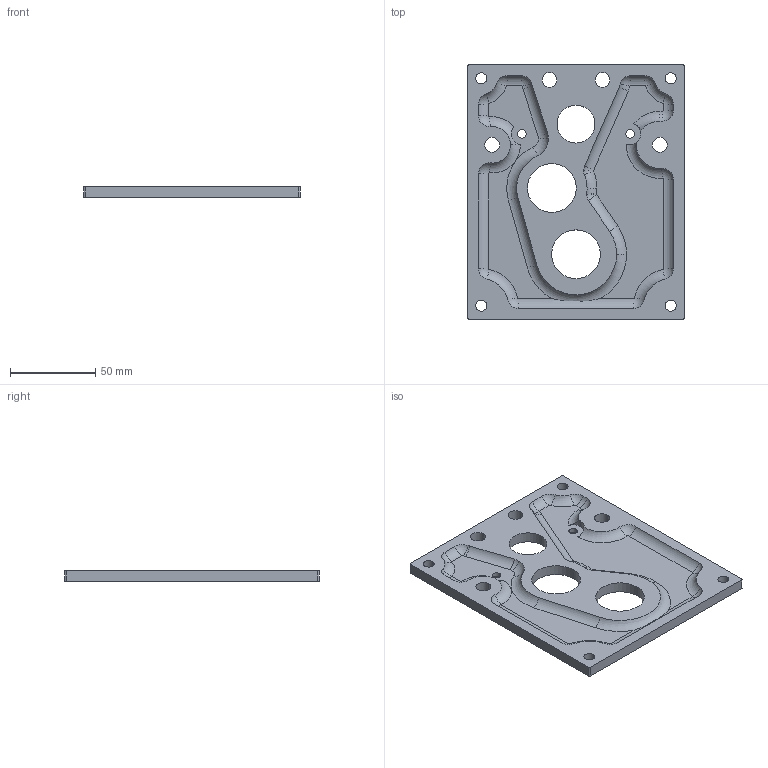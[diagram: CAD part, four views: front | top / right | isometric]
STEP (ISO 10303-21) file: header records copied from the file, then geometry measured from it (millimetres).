
FILE_DESCRIPTION (( 'STEP AP214' ), '1' );
FILE_NAME ('am-2507 Sonic Shifter Shaft Plate Rev2-1.STEP', '2014-01-15T21:15:07', ( '' ), ( '' ), 'SwSTEP 2.0', 'SolidWorks 2010', '' );
FILE_SCHEMA (( 'AUTOMOTIVE_DESIGN' ));
Length unit declared in the file: inch
Products named in the file (1): am-2507 Sonic Shifter Shaft Plate Rev2-1
Bounding box: 127 x 149.22 x 6.35 mm (x, y, z)
Volume: 78491.1 mm3; surface area: 41315 mm2
Topology: 1 solids, 1 shells, 88 faces, 255 edges, 170 vertices
Faces by surface type: cylinder 45, torus 35, plane 8
Entity records: 3206 total; most frequent: CARTESIAN_POINT 617, DIRECTION 610, ORIENTED_EDGE 510, AXIS2_PLACEMENT_3D 271, EDGE_CURVE 255, CIRCLE 182, VERTEX_POINT 170, EDGE_LOOP 115
